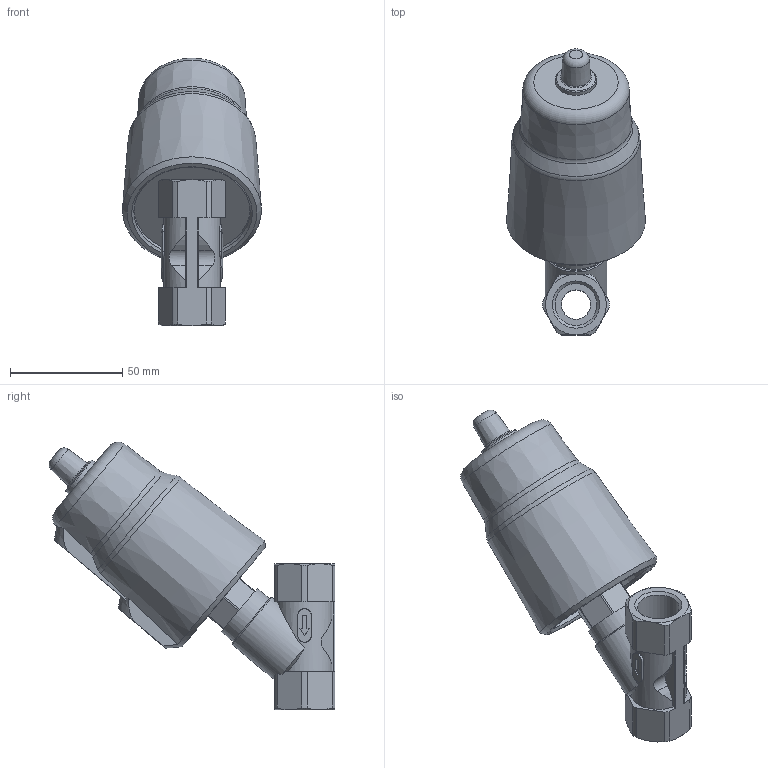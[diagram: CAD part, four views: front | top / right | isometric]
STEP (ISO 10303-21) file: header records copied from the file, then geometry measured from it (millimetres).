
FILE_DESCRIPTION(/* description */ ('STEP AP214'),/* implementation_level */ '2;1');
FILE_NAME(/* name */ '3536502_VZXF-L-M22C-M-A-G12-130-V4B2V-50-V',/* time_stamp */ '2024-09-18T12:20:36+02:00',/* author */ ('License CC BY-ND 4.0'),/* organization */ ('CADENAS'),/* preprocessor_version */ 'ST-DEVELOPER v19.3',/* originating_system */ 'PARTsolutions',/* authorisation */ ' ');
FILE_SCHEMA (('AUTOMOTIVE_DESIGN {1 0 10303 214 3 1 1}'));
Length unit declared in the file: millimetre
Products named in the file (2): 3536502 VZXF-L-M22C-M-A-G12-130-V4B2V-50-V; 1001805 VZXF-L-M22C-M-A-G12-130-V4B2V-50-V---(V)
Assembly tree (1 placements, depth 2):
  3536502 VZXF-L-M22C-M-A-G12-130-V4B2V-50-V
    1001805 VZXF-L-M22C-M-A-G12-130-V4B2V-50-V---(V)
Bounding box: 61.77 x 127.1 x 119 mm (x, y, z)
Volume: 240890.2 mm3; surface area: 32617.3 mm2
Topology: 1 solids, 1 shells, 137 faces, 350 edges, 226 vertices
Faces by surface type: plane 67, cylinder 36, cone 28, torus 6
Full cylindrical faces by diameter (mm): 8.566 x1, 13 x1, 18.2 x1, 18.631 x2, 25 x1, 27.5 x1, 51.7 x1
Entity records: 4224 total; most frequent: CARTESIAN_POINT 1002, ORIENTED_EDGE 648, DIRECTION 648, EDGE_CURVE 324, AXIS2_PLACEMENT_3D 256, VERTEX_POINT 221, EDGE_LOOP 171, FACE_BOUND 171
